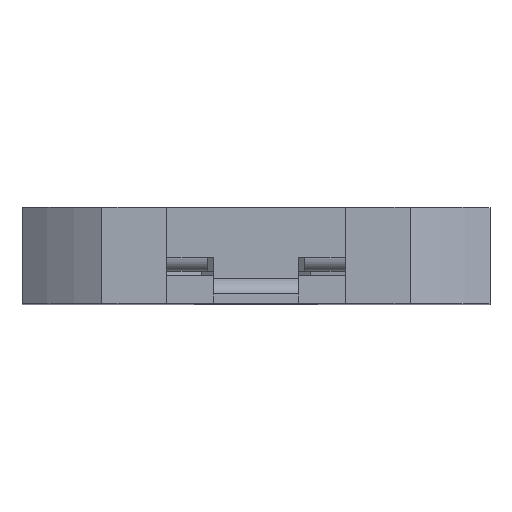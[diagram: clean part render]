
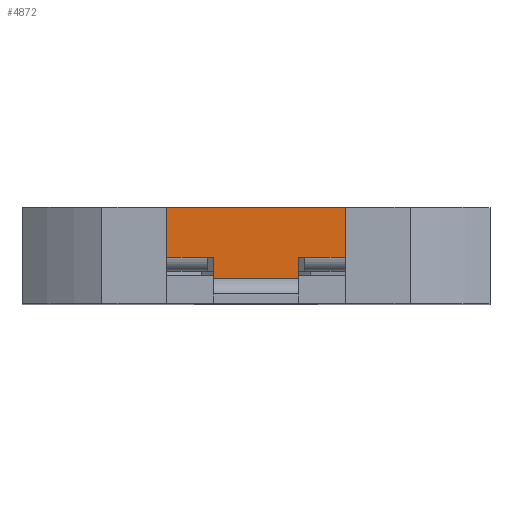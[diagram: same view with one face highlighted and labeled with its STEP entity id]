
A CAD part, top view. The second image highlights one B-rep face of the part: STEP entity #4872.
In plain terms, the highlighted planar face has unit normal (0, 0, 1).
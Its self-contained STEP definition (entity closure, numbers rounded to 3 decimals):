
#85 = DIRECTION ( 'NONE',  ( 0., -1., 0. ) ) ;
#104 = CARTESIAN_POINT ( 'NONE',  ( 1.375, -1.6, 10.467 ) ) ;
#108 = LINE ( 'NONE', #4379, #1246 ) ;
#113 = CARTESIAN_POINT ( 'NONE',  ( -2.9, -2.2, 10.467 ) ) ;
#187 = CARTESIAN_POINT ( 'NONE',  ( -1.375, -2.292, 10.467 ) ) ;
#212 = DIRECTION ( 'NONE',  ( 1., 0., 0. ) ) ;
#240 = CARTESIAN_POINT ( 'NONE',  ( 2.875, -1.6, 10.467 ) ) ;
#450 = LINE ( 'NONE', #4941, #3421 ) ;
#455 = DIRECTION ( 'NONE',  ( 0., -1., 0. ) ) ;
#537 = ORIENTED_EDGE ( 'NONE', *, *, #5379, .T. ) ;
#587 = ORIENTED_EDGE ( 'NONE', *, *, #5409, .F. ) ;
#665 = EDGE_CURVE ( 'NONE', #5366, #2548, #5046, .T. ) ;
#790 = CARTESIAN_POINT ( 'NONE',  ( 1.375, -2.2, 10.467 ) ) ;
#882 = CARTESIAN_POINT ( 'NONE',  ( 1.375, -1.6, 10.467 ) ) ;
#952 = DIRECTION ( 'NONE',  ( 1., 0., 0. ) ) ;
#993 = VERTEX_POINT ( 'NONE', #2855 ) ;
#1020 = EDGE_CURVE ( 'NONE', #5198, #2548, #3697, .T. ) ;
#1029 = LINE ( 'NONE', #104, #4820 ) ;
#1030 = CARTESIAN_POINT ( 'NONE',  ( 2.9, -2.2, 10.467 ) ) ;
#1036 = CARTESIAN_POINT ( 'NONE',  ( 3.25, -2.2, 10.467 ) ) ;
#1073 = ORIENTED_EDGE ( 'NONE', *, *, #1806, .T. ) ;
#1079 = EDGE_CURVE ( 'NONE', #1931, #2743, #450, .T. ) ;
#1199 = LINE ( 'NONE', #882, #4854 ) ;
#1226 = EDGE_CURVE ( 'NONE', #5366, #1451, #1029, .T. ) ;
#1246 = VECTOR ( 'NONE', #4824, 1000. ) ;
#1247 = DIRECTION ( 'NONE',  ( -1., 0., 0. ) ) ;
#1335 = VECTOR ( 'NONE', #2692, 1000. ) ;
#1406 = VECTOR ( 'NONE', #4063, 1000. ) ;
#1411 = VERTEX_POINT ( 'NONE', #113 ) ;
#1434 = EDGE_CURVE ( 'NONE', #993, #4759, #4044, .T. ) ;
#1441 = LINE ( 'NONE', #3940, #2704 ) ;
#1451 = VERTEX_POINT ( 'NONE', #3821 ) ;
#1480 = LINE ( 'NONE', #790, #1767 ) ;
#1534 = CARTESIAN_POINT ( 'NONE',  ( -1.375, 0., 10.467 ) ) ;
#1551 = VECTOR ( 'NONE', #455, 1000. ) ;
#1644 = ORIENTED_EDGE ( 'NONE', *, *, #665, .T. ) ;
#1670 = CARTESIAN_POINT ( 'NONE',  ( -3.25, -2.2, 10.467 ) ) ;
#1719 = DIRECTION ( 'NONE',  ( 0., 0., -1. ) ) ;
#1735 = CARTESIAN_POINT ( 'NONE',  ( 2.9, 0., 10.467 ) ) ;
#1767 = VECTOR ( 'NONE', #5777, 1000. ) ;
#1806 = EDGE_CURVE ( 'NONE', #3380, #993, #3615, .T. ) ;
#1823 = CARTESIAN_POINT ( 'NONE',  ( 3.25, 0., 10.467 ) ) ;
#1931 = VERTEX_POINT ( 'NONE', #4131 ) ;
#1989 = ORIENTED_EDGE ( 'NONE', *, *, #5057, .F. ) ;
#2018 = DIRECTION ( 'NONE',  ( 1., 0., 0. ) ) ;
#2092 = ORIENTED_EDGE ( 'NONE', *, *, #2194, .F. ) ;
#2194 = EDGE_CURVE ( 'NONE', #4975, #4733, #2493, .T. ) ;
#2200 = VECTOR ( 'NONE', #5158, 1000. ) ;
#2240 = ORIENTED_EDGE ( 'NONE', *, *, #5376, .F. ) ;
#2358 = CARTESIAN_POINT ( 'NONE',  ( 1.375, 0., 10.467 ) ) ;
#2448 = VECTOR ( 'NONE', #2844, 1000. ) ;
#2456 = LINE ( 'NONE', #4550, #1335 ) ;
#2493 = LINE ( 'NONE', #1735, #2200 ) ;
#2505 = CARTESIAN_POINT ( 'NONE',  ( 1.375, -2.292, 10.467 ) ) ;
#2527 = ORIENTED_EDGE ( 'NONE', *, *, #1226, .F. ) ;
#2548 = VERTEX_POINT ( 'NONE', #187 ) ;
#2587 = EDGE_CURVE ( 'NONE', #3637, #3648, #1441, .T. ) ;
#2592 = LINE ( 'NONE', #4993, #1551 ) ;
#2663 = DIRECTION ( 'NONE',  ( -1., 0., 0. ) ) ;
#2692 = DIRECTION ( 'NONE',  ( 0., 1., 0. ) ) ;
#2704 = VECTOR ( 'NONE', #1247, 1000. ) ;
#2715 = EDGE_CURVE ( 'NONE', #4679, #1411, #5238, .T. ) ;
#2743 = VERTEX_POINT ( 'NONE', #5176 ) ;
#2844 = DIRECTION ( 'NONE',  ( -1., 0., 0. ) ) ;
#2855 = CARTESIAN_POINT ( 'NONE',  ( 1.575, -1.6, 10.467 ) ) ;
#2918 = ORIENTED_EDGE ( 'NONE', *, *, #1079, .F. ) ;
#2943 = ORIENTED_EDGE ( 'NONE', *, *, #1020, .F. ) ;
#2960 = DIRECTION ( 'NONE',  ( -1., 0., 0. ) ) ;
#2977 = VECTOR ( 'NONE', #212, 1000. ) ;
#3016 = FACE_OUTER_BOUND ( 'NONE', #5361, .T. ) ;
#3068 = AXIS2_PLACEMENT_3D ( 'NONE', #2358, #1719, #4177 ) ;
#3213 = ORIENTED_EDGE ( 'NONE', *, *, #1434, .T. ) ;
#3273 = DIRECTION ( 'NONE',  ( -1., 0., 0. ) ) ;
#3281 = PLANE ( 'NONE',  #3068 ) ;
#3380 = VERTEX_POINT ( 'NONE', #3523 ) ;
#3402 = CARTESIAN_POINT ( 'NONE',  ( 1.375, -2.2, 10.467 ) ) ;
#3421 = VECTOR ( 'NONE', #2663, 1000. ) ;
#3523 = CARTESIAN_POINT ( 'NONE',  ( 1.375, -1.6, 10.467 ) ) ;
#3552 = CARTESIAN_POINT ( 'NONE',  ( 1.375, -2.292, 10.467 ) ) ;
#3615 = LINE ( 'NONE', #4527, #4325 ) ;
#3637 = VERTEX_POINT ( 'NONE', #4669 ) ;
#3648 = VERTEX_POINT ( 'NONE', #5095 ) ;
#3697 = LINE ( 'NONE', #2505, #3982 ) ;
#3821 = CARTESIAN_POINT ( 'NONE',  ( -1.575, -1.6, 10.467 ) ) ;
#3853 = ORIENTED_EDGE ( 'NONE', *, *, #5598, .T. ) ;
#3875 = ORIENTED_EDGE ( 'NONE', *, *, #2715, .T. ) ;
#3940 = CARTESIAN_POINT ( 'NONE',  ( 1.375, 0., 10.467 ) ) ;
#3982 = VECTOR ( 'NONE', #2960, 1000. ) ;
#4044 = LINE ( 'NONE', #4714, #5182 ) ;
#4051 = EDGE_CURVE ( 'NONE', #1451, #1931, #1199, .T. ) ;
#4063 = DIRECTION ( 'NONE',  ( 0., 1., 0. ) ) ;
#4065 = LINE ( 'NONE', #5534, #2448 ) ;
#4114 = ORIENTED_EDGE ( 'NONE', *, *, #5247, .T. ) ;
#4131 = CARTESIAN_POINT ( 'NONE',  ( -2.875, -1.6, 10.467 ) ) ;
#4140 = LINE ( 'NONE', #1823, #1406 ) ;
#4161 = ORIENTED_EDGE ( 'NONE', *, *, #4051, .F. ) ;
#4177 = DIRECTION ( 'NONE',  ( 0., 1., 0. ) ) ;
#4213 = VERTEX_POINT ( 'NONE', #1036 ) ;
#4325 = VECTOR ( 'NONE', #952, 1000. ) ;
#4379 = CARTESIAN_POINT ( 'NONE',  ( -2.9, 0., 10.467 ) ) ;
#4527 = CARTESIAN_POINT ( 'NONE',  ( 1.375, -1.6, 10.467 ) ) ;
#4550 = CARTESIAN_POINT ( 'NONE',  ( -3.25, 0., 10.467 ) ) ;
#4669 = CARTESIAN_POINT ( 'NONE',  ( 3.25, 0., 10.467 ) ) ;
#4679 = VERTEX_POINT ( 'NONE', #1670 ) ;
#4714 = CARTESIAN_POINT ( 'NONE',  ( 1.375, -1.6, 10.467 ) ) ;
#4733 = VERTEX_POINT ( 'NONE', #5211 ) ;
#4759 = VERTEX_POINT ( 'NONE', #240 ) ;
#4820 = VECTOR ( 'NONE', #3273, 1000. ) ;
#4824 = DIRECTION ( 'NONE',  ( 0., 1., 0. ) ) ;
#4854 = VECTOR ( 'NONE', #5396, 1000. ) ;
#4872 = ADVANCED_FACE ( 'NONE', ( #3016 ), #3281, .F. ) ;
#4941 = CARTESIAN_POINT ( 'NONE',  ( 1.375, -1.6, 10.467 ) ) ;
#4972 = VECTOR ( 'NONE', #85, 1000. ) ;
#4975 = VERTEX_POINT ( 'NONE', #1030 ) ;
#4993 = CARTESIAN_POINT ( 'NONE',  ( 1.375, 0., 10.467 ) ) ;
#5046 = LINE ( 'NONE', #1534, #4972 ) ;
#5057 = EDGE_CURVE ( 'NONE', #4679, #3648, #2456, .T. ) ;
#5095 = CARTESIAN_POINT ( 'NONE',  ( -3.25, 0., 10.467 ) ) ;
#5158 = DIRECTION ( 'NONE',  ( 0., 1., 0. ) ) ;
#5176 = CARTESIAN_POINT ( 'NONE',  ( -2.9, -1.6, 10.467 ) ) ;
#5182 = VECTOR ( 'NONE', #2018, 1000. ) ;
#5198 = VERTEX_POINT ( 'NONE', #3552 ) ;
#5211 = CARTESIAN_POINT ( 'NONE',  ( 2.9, -1.6, 10.467 ) ) ;
#5238 = LINE ( 'NONE', #3402, #2977 ) ;
#5247 = EDGE_CURVE ( 'NONE', #4975, #4213, #1480, .T. ) ;
#5344 = ORIENTED_EDGE ( 'NONE', *, *, #2587, .T. ) ;
#5361 = EDGE_LOOP ( 'NONE', ( #1989, #3875, #3853, #2918, #4161, #2527, #1644, #2943, #2240, #1073, #3213, #587, #2092, #4114, #537, #5344 ) ) ;
#5366 = VERTEX_POINT ( 'NONE', #5404 ) ;
#5376 = EDGE_CURVE ( 'NONE', #3380, #5198, #2592, .T. ) ;
#5379 = EDGE_CURVE ( 'NONE', #4213, #3637, #4140, .T. ) ;
#5396 = DIRECTION ( 'NONE',  ( -1., 0., 0. ) ) ;
#5404 = CARTESIAN_POINT ( 'NONE',  ( -1.375, -1.6, 10.467 ) ) ;
#5409 = EDGE_CURVE ( 'NONE', #4733, #4759, #4065, .T. ) ;
#5534 = CARTESIAN_POINT ( 'NONE',  ( 1.375, -1.6, 10.467 ) ) ;
#5598 = EDGE_CURVE ( 'NONE', #1411, #2743, #108, .T. ) ;
#5777 = DIRECTION ( 'NONE',  ( 1., 0., 0. ) ) ;
